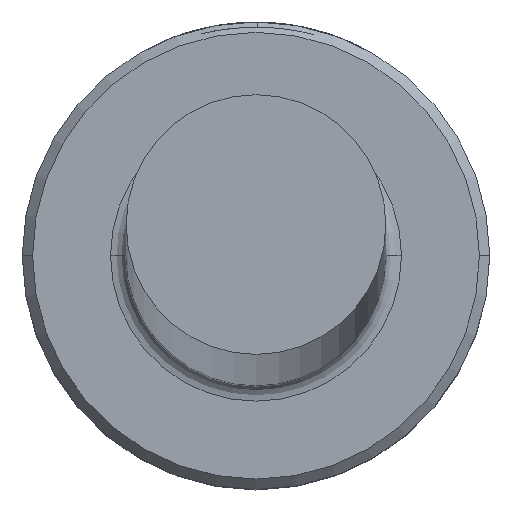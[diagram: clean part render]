
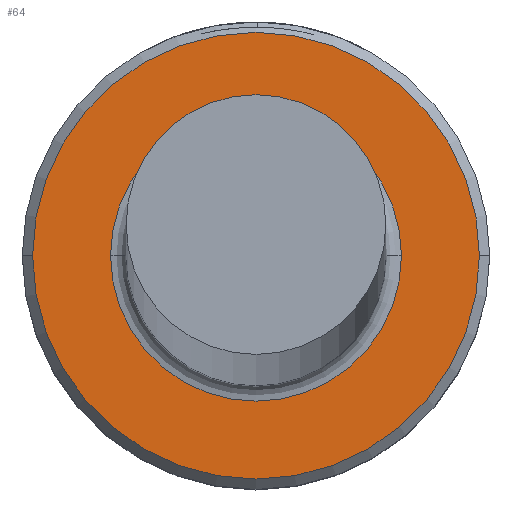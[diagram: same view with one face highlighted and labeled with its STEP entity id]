
A CAD part, top view. The second image highlights one B-rep face of the part: STEP entity #64.
In plain terms, the highlighted planar face has unit normal (0, 0, 1).
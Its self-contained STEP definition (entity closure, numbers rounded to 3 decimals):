
#41 = CIRCLE ( 'NONE', #155, 4.3 ) ;
#58 = EDGE_CURVE ( 'NONE', #109, #653, #261, .T. ) ;
#64 = ADVANCED_FACE ( 'NONE', ( #226, #259 ), #273, .T. ) ;
#72 = CARTESIAN_POINT ( 'NONE',  ( 0., 0., 6. ) ) ;
#109 = VERTEX_POINT ( 'NONE', #764 ) ;
#121 = CARTESIAN_POINT ( 'NONE',  ( 0., 0., 6. ) ) ;
#155 = AXIS2_PLACEMENT_3D ( 'NONE', #848, #320, #931 ) ;
#219 = DIRECTION ( 'NONE',  ( -1., 0., 0. ) ) ;
#226 = FACE_OUTER_BOUND ( 'NONE', #395, .T. ) ;
#253 = CIRCLE ( 'NONE', #540, 4.3 ) ;
#259 = FACE_BOUND ( 'NONE', #1134, .T. ) ;
#261 = CIRCLE ( 'NONE', #842, 2.8 ) ;
#273 = PLANE ( 'NONE',  #1005 ) ;
#320 = DIRECTION ( 'NONE',  ( 0., 0., 1. ) ) ;
#334 = CARTESIAN_POINT ( 'NONE',  ( 0., 0., 6. ) ) ;
#357 = CARTESIAN_POINT ( 'NONE',  ( 0., 0., 6. ) ) ;
#395 = EDGE_LOOP ( 'NONE', ( #1046, #682 ) ) ;
#422 = DIRECTION ( 'NONE',  ( 1., 0., 0. ) ) ;
#504 = CIRCLE ( 'NONE', #976, 2.8 ) ;
#540 = AXIS2_PLACEMENT_3D ( 'NONE', #334, #941, #422 ) ;
#586 = DIRECTION ( 'NONE',  ( -1., 0., 0. ) ) ;
#653 = VERTEX_POINT ( 'NONE', #834 ) ;
#676 = DIRECTION ( 'NONE',  ( 1., 0., 0. ) ) ;
#677 = CARTESIAN_POINT ( 'NONE',  ( -4.3, 0., 6. ) ) ;
#679 = DIRECTION ( 'NONE',  ( 0., 0., 1. ) ) ;
#682 = ORIENTED_EDGE ( 'NONE', *, *, #861, .T. ) ;
#748 = DIRECTION ( 'NONE',  ( 0., 0., -1. ) ) ;
#753 = EDGE_CURVE ( 'NONE', #653, #109, #504, .T. ) ;
#764 = CARTESIAN_POINT ( 'NONE',  ( 2.8, 0., 6. ) ) ;
#782 = VERTEX_POINT ( 'NONE', #1091 ) ;
#791 = EDGE_CURVE ( 'NONE', #895, #782, #41, .T. ) ;
#834 = CARTESIAN_POINT ( 'NONE',  ( -2.8, 0., 6. ) ) ;
#842 = AXIS2_PLACEMENT_3D ( 'NONE', #357, #1021, #586 ) ;
#848 = CARTESIAN_POINT ( 'NONE',  ( 0., 0., 6. ) ) ;
#861 = EDGE_CURVE ( 'NONE', #782, #895, #253, .T. ) ;
#868 = ORIENTED_EDGE ( 'NONE', *, *, #753, .T. ) ;
#895 = VERTEX_POINT ( 'NONE', #677 ) ;
#931 = DIRECTION ( 'NONE',  ( 1., 0., 0. ) ) ;
#941 = DIRECTION ( 'NONE',  ( 0., 0., 1. ) ) ;
#976 = AXIS2_PLACEMENT_3D ( 'NONE', #121, #748, #219 ) ;
#1005 = AXIS2_PLACEMENT_3D ( 'NONE', #72, #679, #676 ) ;
#1021 = DIRECTION ( 'NONE',  ( 0., 0., -1. ) ) ;
#1046 = ORIENTED_EDGE ( 'NONE', *, *, #791, .T. ) ;
#1091 = CARTESIAN_POINT ( 'NONE',  ( 4.3, 0., 6. ) ) ;
#1134 = EDGE_LOOP ( 'NONE', ( #868, #1155 ) ) ;
#1155 = ORIENTED_EDGE ( 'NONE', *, *, #58, .T. ) ;
